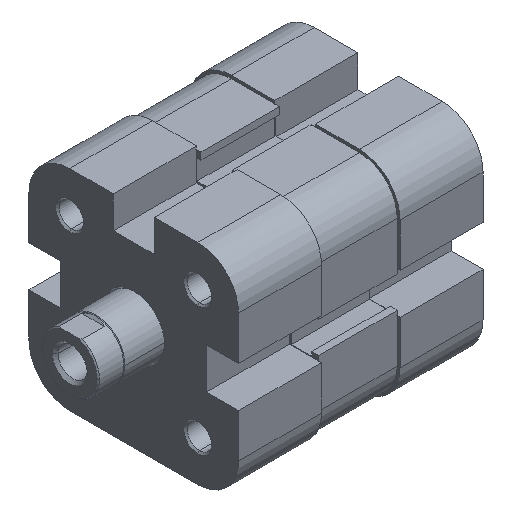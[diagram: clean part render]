
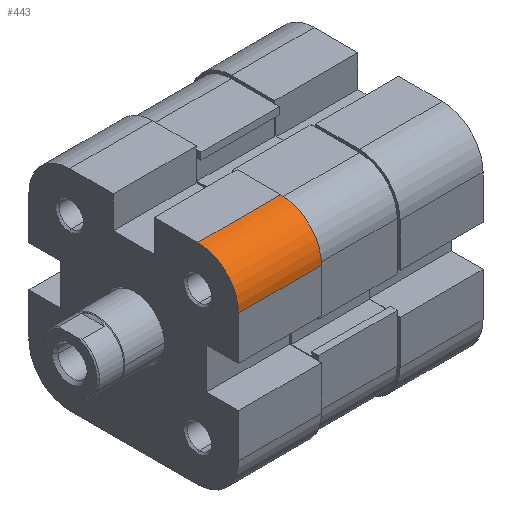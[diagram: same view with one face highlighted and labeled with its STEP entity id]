
A CAD part, isometric view. The second image highlights one B-rep face of the part: STEP entity #443.
In plain terms, the highlighted cylindrical face has radius 7 mm (diameter 14 mm), a partial arc.
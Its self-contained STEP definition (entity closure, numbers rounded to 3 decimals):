
#341 = EDGE_CURVE ( 'NONE', #1419, #1420, #1939, .T. ) ;
#347 = EDGE_CURVE ( 'NONE', #1611, #1604, #1947, .T. ) ;
#443 = ADVANCED_FACE ( 'NONE', ( #2142 ), #2143, .T. ) ;
#894 = AXIS2_PLACEMENT_3D ( 'NONE', #3076, #2862, #3196 ) ;
#895 = AXIS2_PLACEMENT_3D ( 'NONE', #3151, #3053, #2976 ) ;
#974 = AXIS2_PLACEMENT_3D ( 'NONE', #4012, #4241, #3629 ) ;
#1419 = VERTEX_POINT ( 'NONE', #5259 ) ;
#1420 = VERTEX_POINT ( 'NONE', #5260 ) ;
#1604 = VERTEX_POINT ( 'NONE', #5428 ) ;
#1611 = VERTEX_POINT ( 'NONE', #5435 ) ;
#1939 = CIRCLE ( 'NONE', #894, 7. ) ;
#1947 = CIRCLE ( 'NONE', #895, 7. ) ;
#2142 = FACE_OUTER_BOUND ( 'NONE', #5765, .T. ) ;
#2143 = CYLINDRICAL_SURFACE ( 'NONE', #974, 7. ) ;
#2862 = DIRECTION ( 'NONE',  ( -1., 0., 0. ) ) ;
#2976 = DIRECTION ( 'NONE',  ( 0., 0., 1. ) ) ;
#3053 = DIRECTION ( 'NONE',  ( 1., 0., 0. ) ) ;
#3076 = CARTESIAN_POINT ( 'NONE',  ( 0., -11., 11. ) ) ;
#3151 = CARTESIAN_POINT ( 'NONE',  ( 14.25, -11., 11. ) ) ;
#3196 = DIRECTION ( 'NONE',  ( 0., 0., -1. ) ) ;
#3629 = DIRECTION ( 'NONE',  ( 0., 0., 1. ) ) ;
#4012 = CARTESIAN_POINT ( 'NONE',  ( 39.706, -11., 11. ) ) ;
#4241 = DIRECTION ( 'NONE',  ( -1., 0., 0. ) ) ;
#5259 = CARTESIAN_POINT ( 'NONE',  ( 0., -18., 11. ) ) ;
#5260 = CARTESIAN_POINT ( 'NONE',  ( 0., -11., 18. ) ) ;
#5428 = CARTESIAN_POINT ( 'NONE',  ( 14.25, -18., 11. ) ) ;
#5435 = CARTESIAN_POINT ( 'NONE',  ( 14.25, -11., 18. ) ) ;
#5563 = CARTESIAN_POINT ( 'NONE',  ( 39.706, -11., 18. ) ) ;
#5564 = DIRECTION ( 'NONE',  ( 1., 0., 0. ) ) ;
#5570 = CARTESIAN_POINT ( 'NONE',  ( 39.706, -18., 11. ) ) ;
#5571 = DIRECTION ( 'NONE',  ( -1., 0., 0. ) ) ;
#5765 = EDGE_LOOP ( 'NONE', ( #6475, #6590, #6419, #6560 ) ) ;
#5864 = VECTOR ( 'NONE', #5571, 1000. ) ;
#5869 = LINE ( 'NONE', #5570, #5864 ) ;
#5875 = LINE ( 'NONE', #5563, #5876 ) ;
#5876 = VECTOR ( 'NONE', #5564, 1000. ) ;
#6397 = EDGE_CURVE ( 'NONE', #1420, #1611, #5875, .T. ) ;
#6400 = EDGE_CURVE ( 'NONE', #1604, #1419, #5869, .T. ) ;
#6419 = ORIENTED_EDGE ( 'NONE', *, *, #341, .F. ) ;
#6475 = ORIENTED_EDGE ( 'NONE', *, *, #347, .F. ) ;
#6560 = ORIENTED_EDGE ( 'NONE', *, *, #6400, .F. ) ;
#6590 = ORIENTED_EDGE ( 'NONE', *, *, #6397, .F. ) ;
